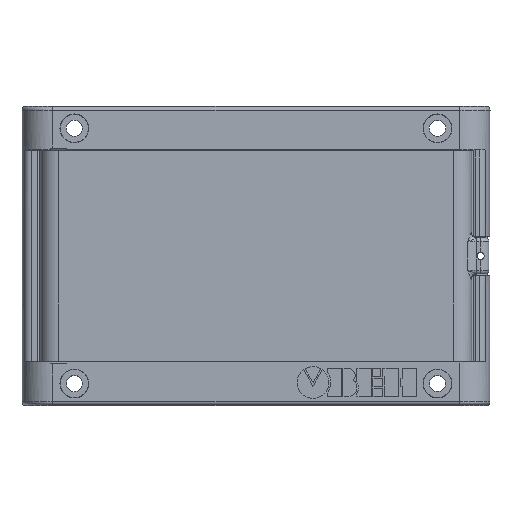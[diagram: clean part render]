
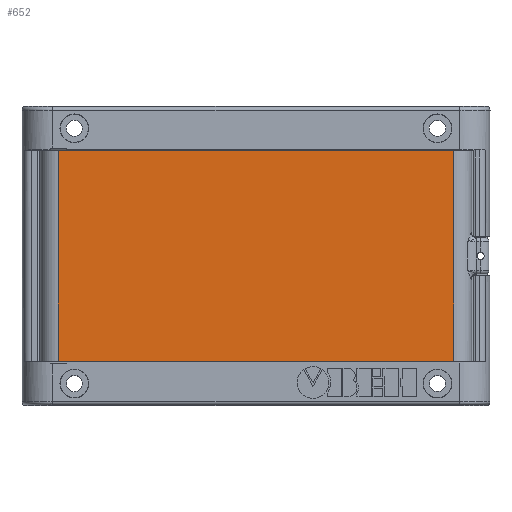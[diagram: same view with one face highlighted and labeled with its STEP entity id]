
A CAD part, top view. The second image highlights one B-rep face of the part: STEP entity #652.
In plain terms, the highlighted planar face has unit normal (0, 0, 1).
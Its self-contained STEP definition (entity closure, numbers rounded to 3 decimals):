
#652=ADVANCED_FACE('',(#4705),#4707,.T.);
#4705=FACE_BOUND('',#4706,.T.);
#4706=EDGE_LOOP('',(#8214,#8215,#8216,#8217));
#4707=PLANE('',#4708);
#4708=AXIS2_PLACEMENT_3D('',#4709,#4710,#4711);
#4709=CARTESIAN_POINT('',(-29.25,-60.,10.));
#4710=DIRECTION('',(0.,0.,1.));
#4711=DIRECTION('',(1.,0.,0.));
#8214=ORIENTED_EDGE('',*,*,#9915,.T.);
#8215=ORIENTED_EDGE('',*,*,#9970,.T.);
#8216=ORIENTED_EDGE('',*,*,#9884,.T.);
#8217=ORIENTED_EDGE('',*,*,#9971,.T.);
#9884=EDGE_CURVE('',#12275,#12273,#12276,.T.);
#9915=EDGE_CURVE('',#12330,#12328,#12331,.T.);
#9970=EDGE_CURVE('',#12328,#12275,#12428,.T.);
#9971=EDGE_CURVE('',#12273,#12330,#12429,.T.);
#12273=VERTEX_POINT('',#18648);
#12275=VERTEX_POINT('',#18650);
#12276=LINE('',#18651,#18652);
#12328=VERTEX_POINT('',#18755);
#12330=VERTEX_POINT('',#18757);
#12331=LINE('',#18758,#18759);
#12428=LINE('',#19002,#19003);
#12429=LINE('',#19005,#19006);
#18648=CARTESIAN_POINT('',(29.25,55.,10.));
#18650=CARTESIAN_POINT('',(29.25,-55.,10.));
#18651=CARTESIAN_POINT('',(29.25,-55.,10.));
#18652=VECTOR('',#18653,1.);
#18653=DIRECTION('',(0.,1.,0.));
#18755=CARTESIAN_POINT('',(-29.25,-55.,10.));
#18757=CARTESIAN_POINT('',(-29.25,55.,10.));
#18758=CARTESIAN_POINT('',(-29.25,55.,10.));
#18759=VECTOR('',#18760,1.);
#18760=DIRECTION('',(0.,-1.,0.));
#19002=CARTESIAN_POINT('',(-29.25,-55.,10.));
#19003=VECTOR('',#19004,1.);
#19004=DIRECTION('',(1.,0.,0.));
#19005=CARTESIAN_POINT('',(29.25,55.,10.));
#19006=VECTOR('',#19007,1.);
#19007=DIRECTION('',(-1.,0.,0.));
